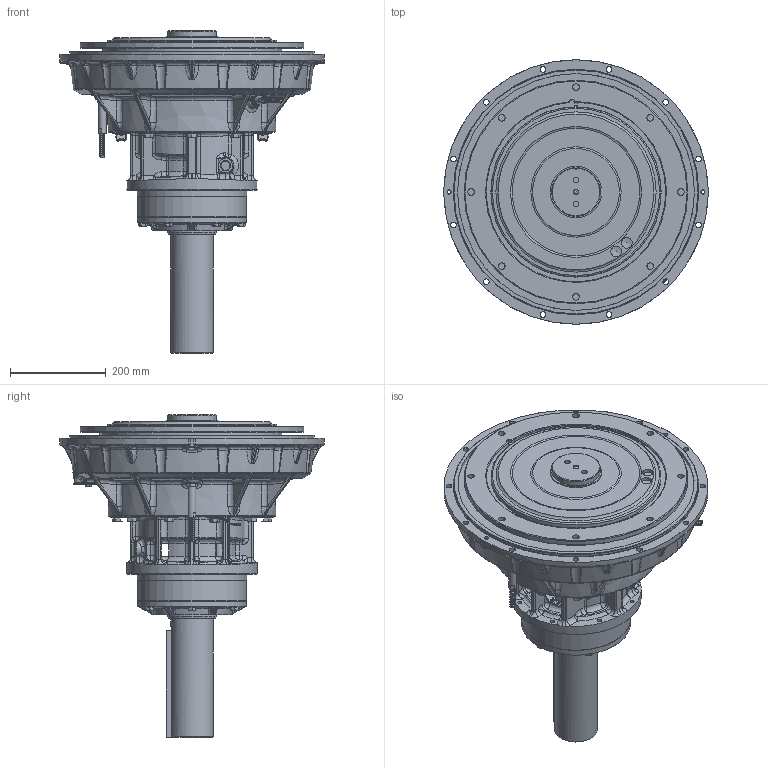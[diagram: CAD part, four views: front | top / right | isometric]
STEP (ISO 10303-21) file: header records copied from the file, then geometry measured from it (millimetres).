
FILE_DESCRIPTION (( 'STEP AP214' ), '1' );
FILE_NAME ('1029135D.step', '2021-05-25T21:03:16', ( 'TDI' ), ( 'Twin Disc Inc' ), 'SwSTEP 2.0', 'SolidWorks 2019', '' );
FILE_SCHEMA (( 'AUTOMOTIVE_DESIGN' ));
Length unit declared in the file: inch
Products named in the file (1): 1029135D
Bounding box: 554.04 x 552.29 x 673.2 mm (x, y, z)
Surface area: 1556020.1 mm2 (no closed solid volume)
Topology: 0 solids, 57 shells, 1802 faces, 5077 edges, 3237 vertices
Faces by surface type: bspline 615, plane 415, cylinder 357, torus 184, sphere 136, cone 95
Full cylindrical faces by diameter (mm): 8 x12, 8.5 x14, 10.797 x1, 11.906 x12, 12 x3, 13.494 x8, 15.875 x2, 19.05 x2, 20 x2, 22.225 x2, 25.4 x1, 30.175 x3, 88.887 x1, 101.6 x1, 135.026 x1, 227 x1, 227.5 x1, 228.57 x1, 273 x1, 276 x1, 278 x1, 466.661 x1, 511.111 x1
Entity records: 114637 total; most frequent: CARTESIAN_POINT 51664, ORIENTED_EDGE 8484, DIRECTION 7239, EDGE_CURVE 4893, VERTEX_POINT 3166, AXIS2_PLACEMENT_3D 3030, EDGE_LOOP 2035, FACE_OUTER_BOUND 1863
